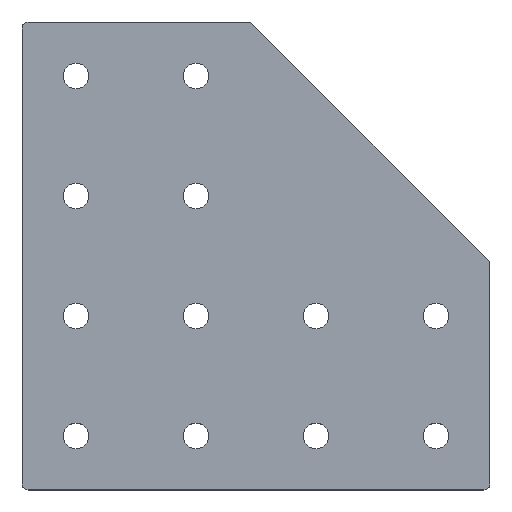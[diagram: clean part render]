
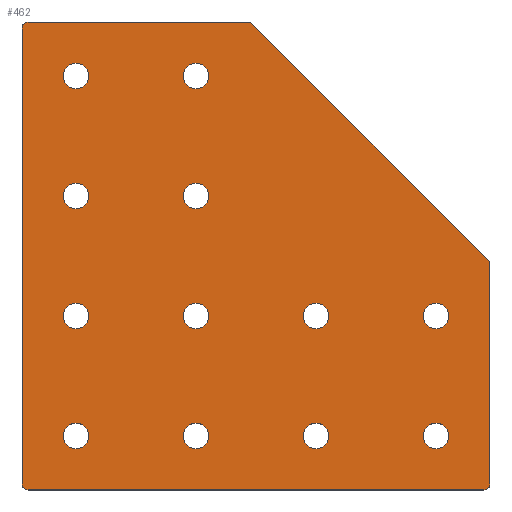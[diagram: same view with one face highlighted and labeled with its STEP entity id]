
A CAD part, top view. The second image highlights one B-rep face of the part: STEP entity #462.
In plain terms, the highlighted planar face has unit normal (0, 0, 1).
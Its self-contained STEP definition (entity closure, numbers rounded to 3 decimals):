
#39=FACE_BOUND('',#130,.T.);
#40=FACE_BOUND('',#131,.T.);
#41=FACE_BOUND('',#132,.T.);
#42=FACE_BOUND('',#133,.T.);
#43=FACE_BOUND('',#134,.T.);
#44=FACE_BOUND('',#135,.T.);
#45=FACE_BOUND('',#136,.T.);
#46=FACE_BOUND('',#137,.T.);
#47=FACE_BOUND('',#138,.T.);
#48=FACE_BOUND('',#139,.T.);
#49=FACE_BOUND('',#140,.T.);
#50=FACE_BOUND('',#141,.T.);
#57=PLANE('',#522);
#81=FACE_OUTER_BOUND('',#129,.T.);
#129=EDGE_LOOP('',(#400,#401,#402,#403,#404,#405,#406,#407,#408,#409));
#130=EDGE_LOOP('',(#410));
#131=EDGE_LOOP('',(#411));
#132=EDGE_LOOP('',(#412));
#133=EDGE_LOOP('',(#413));
#134=EDGE_LOOP('',(#414));
#135=EDGE_LOOP('',(#415));
#136=EDGE_LOOP('',(#416));
#137=EDGE_LOOP('',(#417));
#138=EDGE_LOOP('',(#418));
#139=EDGE_LOOP('',(#419));
#140=EDGE_LOOP('',(#420));
#141=EDGE_LOOP('',(#421));
#149=LINE('',#715,#169);
#155=LINE('',#730,#175);
#158=LINE('',#738,#178);
#160=LINE('',#780,#180);
#161=LINE('',#782,#181);
#169=VECTOR('',#574,111.48);
#175=VECTOR('',#590,152.);
#178=VECTOR('',#599,73.172);
#180=VECTOR('',#655,73.172);
#181=VECTOR('',#658,152.);
#182=CIRCLE('',#466,2.);
#200=CIRCLE('',#487,2.);
#201=CIRCLE('',#489,2.);
#202=CIRCLE('',#492,2.);
#203=CIRCLE('',#495,2.);
#204=CIRCLE('',#497,4.25);
#205=CIRCLE('',#499,4.25);
#206=CIRCLE('',#501,4.25);
#207=CIRCLE('',#503,4.25);
#208=CIRCLE('',#505,4.25);
#209=CIRCLE('',#507,4.25);
#210=CIRCLE('',#509,4.25);
#211=CIRCLE('',#511,4.25);
#212=CIRCLE('',#513,4.25);
#213=CIRCLE('',#515,4.25);
#214=CIRCLE('',#517,4.25);
#215=CIRCLE('',#519,4.25);
#216=VERTEX_POINT('',#663);
#217=VERTEX_POINT('',#664);
#240=VERTEX_POINT('',#714);
#241=VERTEX_POINT('',#718);
#242=VERTEX_POINT('',#722);
#243=VERTEX_POINT('',#723);
#244=VERTEX_POINT('',#728);
#245=VERTEX_POINT('',#732);
#246=VERTEX_POINT('',#733);
#247=VERTEX_POINT('',#740);
#248=VERTEX_POINT('',#744);
#249=VERTEX_POINT('',#747);
#250=VERTEX_POINT('',#750);
#251=VERTEX_POINT('',#753);
#252=VERTEX_POINT('',#756);
#253=VERTEX_POINT('',#759);
#254=VERTEX_POINT('',#762);
#255=VERTEX_POINT('',#765);
#256=VERTEX_POINT('',#768);
#257=VERTEX_POINT('',#771);
#258=VERTEX_POINT('',#774);
#259=VERTEX_POINT('',#777);
#260=EDGE_CURVE('',#216,#217,#182,.T.);
#285=EDGE_CURVE('',#240,#217,#149,.T.);
#287=EDGE_CURVE('',#240,#241,#200,.T.);
#289=EDGE_CURVE('',#242,#243,#201,.T.);
#293=EDGE_CURVE('',#242,#244,#155,.T.);
#294=EDGE_CURVE('',#245,#246,#202,.T.);
#297=EDGE_CURVE('',#245,#241,#158,.T.);
#298=EDGE_CURVE('',#247,#244,#203,.T.);
#300=EDGE_CURVE('',#248,#248,#204,.T.);
#301=EDGE_CURVE('',#249,#249,#205,.T.);
#302=EDGE_CURVE('',#250,#250,#206,.T.);
#303=EDGE_CURVE('',#251,#251,#207,.T.);
#304=EDGE_CURVE('',#252,#252,#208,.T.);
#305=EDGE_CURVE('',#253,#253,#209,.T.);
#306=EDGE_CURVE('',#254,#254,#210,.T.);
#307=EDGE_CURVE('',#255,#255,#211,.T.);
#308=EDGE_CURVE('',#256,#256,#212,.T.);
#309=EDGE_CURVE('',#257,#257,#213,.T.);
#310=EDGE_CURVE('',#258,#258,#214,.T.);
#311=EDGE_CURVE('',#259,#259,#215,.T.);
#312=EDGE_CURVE('',#216,#243,#160,.T.);
#313=EDGE_CURVE('',#247,#246,#161,.T.);
#400=ORIENTED_EDGE('',*,*,#260,.F.);
#401=ORIENTED_EDGE('',*,*,#312,.T.);
#402=ORIENTED_EDGE('',*,*,#289,.F.);
#403=ORIENTED_EDGE('',*,*,#293,.T.);
#404=ORIENTED_EDGE('',*,*,#298,.F.);
#405=ORIENTED_EDGE('',*,*,#313,.T.);
#406=ORIENTED_EDGE('',*,*,#294,.F.);
#407=ORIENTED_EDGE('',*,*,#297,.T.);
#408=ORIENTED_EDGE('',*,*,#287,.F.);
#409=ORIENTED_EDGE('',*,*,#285,.T.);
#410=ORIENTED_EDGE('',*,*,#300,.T.);
#411=ORIENTED_EDGE('',*,*,#301,.T.);
#412=ORIENTED_EDGE('',*,*,#302,.T.);
#413=ORIENTED_EDGE('',*,*,#303,.T.);
#414=ORIENTED_EDGE('',*,*,#304,.T.);
#415=ORIENTED_EDGE('',*,*,#305,.T.);
#416=ORIENTED_EDGE('',*,*,#306,.T.);
#417=ORIENTED_EDGE('',*,*,#307,.T.);
#418=ORIENTED_EDGE('',*,*,#308,.T.);
#419=ORIENTED_EDGE('',*,*,#309,.T.);
#420=ORIENTED_EDGE('',*,*,#310,.T.);
#421=ORIENTED_EDGE('',*,*,#311,.T.);
#462=ADVANCED_FACE('',(#81,#39,#40,#41,#42,#43,#44,#45,#46,#47,#48,#49,
#50),#57,.T.);
#466=AXIS2_PLACEMENT_3D('',#665,#527,#528);
#487=AXIS2_PLACEMENT_3D('',#719,#578,#579);
#489=AXIS2_PLACEMENT_3D('',#724,#583,#584);
#492=AXIS2_PLACEMENT_3D('',#734,#593,#594);
#495=AXIS2_PLACEMENT_3D('',#741,#602,#603);
#497=AXIS2_PLACEMENT_3D('',#745,#607,#608);
#499=AXIS2_PLACEMENT_3D('',#748,#611,#612);
#501=AXIS2_PLACEMENT_3D('',#751,#615,#616);
#503=AXIS2_PLACEMENT_3D('',#754,#619,#620);
#505=AXIS2_PLACEMENT_3D('',#757,#623,#624);
#507=AXIS2_PLACEMENT_3D('',#760,#627,#628);
#509=AXIS2_PLACEMENT_3D('',#763,#631,#632);
#511=AXIS2_PLACEMENT_3D('',#766,#635,#636);
#513=AXIS2_PLACEMENT_3D('',#769,#639,#640);
#515=AXIS2_PLACEMENT_3D('',#772,#643,#644);
#517=AXIS2_PLACEMENT_3D('',#775,#647,#648);
#519=AXIS2_PLACEMENT_3D('',#778,#651,#652);
#522=AXIS2_PLACEMENT_3D('',#783,#659,#660);
#527=DIRECTION('center_axis',(0.,0.,-1.));
#528=DIRECTION('ref_axis',(0.383,0.924,0.));
#574=DIRECTION('',(-0.707,0.707,0.));
#578=DIRECTION('center_axis',(0.,0.,-1.));
#579=DIRECTION('ref_axis',(0.924,0.383,0.));
#583=DIRECTION('center_axis',(0.,0.,-1.));
#584=DIRECTION('ref_axis',(-0.707,0.707,0.));
#590=DIRECTION('',(0.,-1.,0.));
#593=DIRECTION('center_axis',(0.,0.,-1.));
#594=DIRECTION('ref_axis',(0.707,-0.707,0.));
#599=DIRECTION('',(0.,1.,0.));
#602=DIRECTION('center_axis',(0.,0.,-1.));
#603=DIRECTION('ref_axis',(-0.707,-0.707,0.));
#607=DIRECTION('center_axis',(0.,0.,-1.));
#608=DIRECTION('ref_axis',(-1.,0.,0.));
#611=DIRECTION('center_axis',(0.,0.,-1.));
#612=DIRECTION('ref_axis',(-1.,0.,0.));
#615=DIRECTION('center_axis',(0.,0.,-1.));
#616=DIRECTION('ref_axis',(-1.,0.,0.));
#619=DIRECTION('center_axis',(0.,0.,-1.));
#620=DIRECTION('ref_axis',(-1.,0.,0.));
#623=DIRECTION('center_axis',(0.,0.,-1.));
#624=DIRECTION('ref_axis',(-1.,0.,0.));
#627=DIRECTION('center_axis',(0.,0.,-1.));
#628=DIRECTION('ref_axis',(-1.,0.,0.));
#631=DIRECTION('center_axis',(0.,0.,-1.));
#632=DIRECTION('ref_axis',(-1.,0.,0.));
#635=DIRECTION('center_axis',(0.,0.,-1.));
#636=DIRECTION('ref_axis',(-1.,0.,0.));
#639=DIRECTION('center_axis',(0.,0.,-1.));
#640=DIRECTION('ref_axis',(-1.,0.,0.));
#643=DIRECTION('center_axis',(0.,0.,-1.));
#644=DIRECTION('ref_axis',(-1.,0.,0.));
#647=DIRECTION('center_axis',(0.,0.,-1.));
#648=DIRECTION('ref_axis',(-1.,0.,0.));
#651=DIRECTION('center_axis',(0.,0.,-1.));
#652=DIRECTION('ref_axis',(-1.,0.,0.));
#655=DIRECTION('',(-1.,0.,0.));
#658=DIRECTION('',(1.,0.,0.));
#659=DIRECTION('center_axis',(0.,0.,1.));
#660=DIRECTION('ref_axis',(1.,0.,0.));
#663=CARTESIAN_POINT('',(75.172,156.,5.));
#664=CARTESIAN_POINT('',(76.586,155.414,5.));
#665=CARTESIAN_POINT('Origin',(75.172,154.,5.));
#714=CARTESIAN_POINT('',(155.414,76.586,5.));
#715=CARTESIAN_POINT('',(76.,156.,5.));
#718=CARTESIAN_POINT('',(156.,75.172,5.));
#719=CARTESIAN_POINT('Origin',(154.,75.172,5.));
#722=CARTESIAN_POINT('',(0.,154.,5.));
#723=CARTESIAN_POINT('',(2.,156.,5.));
#724=CARTESIAN_POINT('Origin',(2.,154.,5.));
#728=CARTESIAN_POINT('',(0.,2.,5.));
#730=CARTESIAN_POINT('',(0.,0.,5.));
#732=CARTESIAN_POINT('',(156.,2.,5.));
#733=CARTESIAN_POINT('',(154.,0.,5.));
#734=CARTESIAN_POINT('Origin',(154.,2.,5.));
#738=CARTESIAN_POINT('',(156.,76.,5.));
#740=CARTESIAN_POINT('',(2.,0.,5.));
#741=CARTESIAN_POINT('Origin',(2.,2.,5.));
#744=CARTESIAN_POINT('',(142.25,58.,5.));
#745=CARTESIAN_POINT('Origin',(138.,58.,5.));
#747=CARTESIAN_POINT('',(102.25,58.,5.));
#748=CARTESIAN_POINT('Origin',(98.,58.,5.));
#750=CARTESIAN_POINT('',(62.25,138.,5.));
#751=CARTESIAN_POINT('Origin',(58.,138.,5.));
#753=CARTESIAN_POINT('',(62.25,98.,5.));
#754=CARTESIAN_POINT('Origin',(58.,98.,5.));
#756=CARTESIAN_POINT('',(62.25,58.,5.));
#757=CARTESIAN_POINT('Origin',(58.,58.,5.));
#759=CARTESIAN_POINT('',(102.25,18.,5.));
#760=CARTESIAN_POINT('Origin',(98.,18.,5.));
#762=CARTESIAN_POINT('',(62.25,18.,5.));
#763=CARTESIAN_POINT('Origin',(58.,18.,5.));
#765=CARTESIAN_POINT('',(22.25,98.,5.));
#766=CARTESIAN_POINT('Origin',(18.,98.,5.));
#768=CARTESIAN_POINT('',(22.25,58.,5.));
#769=CARTESIAN_POINT('Origin',(18.,58.,5.));
#771=CARTESIAN_POINT('',(142.25,18.,5.));
#772=CARTESIAN_POINT('Origin',(138.,18.,5.));
#774=CARTESIAN_POINT('',(22.25,18.,5.));
#775=CARTESIAN_POINT('Origin',(18.,18.,5.));
#777=CARTESIAN_POINT('',(22.25,138.,5.));
#778=CARTESIAN_POINT('Origin',(18.,138.,5.));
#780=CARTESIAN_POINT('',(0.,156.,5.));
#782=CARTESIAN_POINT('',(156.,0.,5.));
#783=CARTESIAN_POINT('Origin',(69.37,69.37,5.));
